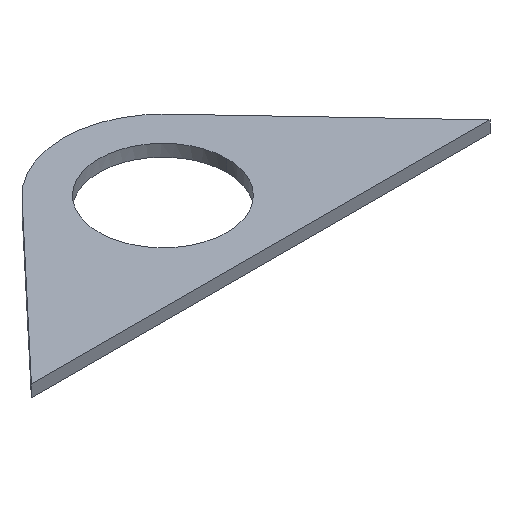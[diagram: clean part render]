
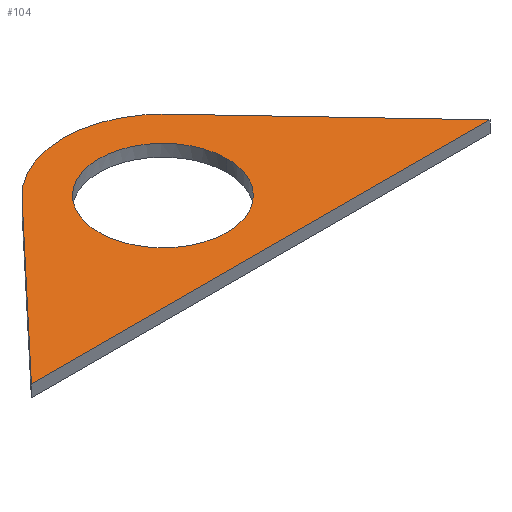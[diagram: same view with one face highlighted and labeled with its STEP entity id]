
A CAD part, isometric view. The second image highlights one B-rep face of the part: STEP entity #104.
In plain terms, the highlighted free-form (B-spline) face has degree [1, 1] with [2, 2] control points.
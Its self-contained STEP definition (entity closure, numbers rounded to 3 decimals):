
#3 = EDGE_CURVE ( 'NONE', #188, #156, #127, .T. ) ;
#7 = B_SPLINE_CURVE_WITH_KNOTS ( 'NONE', 1,
 ( #181, #325 ),
 .UNSPECIFIED., .F., .F.,
 ( 2, 2 ),
 ( 0., 1. ),
 .UNSPECIFIED. ) ;
#8 =( BOUNDED_CURVE ( )  B_SPLINE_CURVE ( 3, ( #18, #203, #62, #174 ),
 .UNSPECIFIED., .F., .T. ) 
 B_SPLINE_CURVE_WITH_KNOTS ( ( 4, 4 ),
 ( -1.63, 0. ),
 .UNSPECIFIED. ) 
 CURVE ( )  GEOMETRIC_REPRESENTATION_ITEM ( )  RATIONAL_B_SPLINE_CURVE ( ( 1., 0.79, 0.79, 1. ) ) 
 REPRESENTATION_ITEM ( '' )  );
#14 = VERTEX_POINT ( 'NONE', #321 ) ;
#16 = VERTEX_POINT ( 'NONE', #85 ) ;
#18 = CARTESIAN_POINT ( 'NONE',  ( -126304.145, -81063.412, 0. ) ) ;
#19 = EDGE_LOOP ( 'NONE', ( #113, #261 ) ) ;
#21 = CARTESIAN_POINT ( 'NONE',  ( -126297.025, -81151.271, 0. ) ) ;
#29 = CARTESIAN_POINT ( 'NONE',  ( -126433.907, -81200.954, 0. ) ) ;
#34 = CARTESIAN_POINT ( 'NONE',  ( -126051.627, -81202.439, 0. ) ) ;
#60 = ORIENTED_EDGE ( 'NONE', *, *, #312, .F. ) ;
#62 = CARTESIAN_POINT ( 'NONE',  ( -126218.506, -81026.505, 0. ) ) ;
#67 = EDGE_CURVE ( 'NONE', #156, #188, #167, .T. ) ;
#85 = CARTESIAN_POINT ( 'NONE',  ( -126183.704, -81063.495, 0. ) ) ;
#94 = EDGE_CURVE ( 'NONE', #276, #14, #213, .T. ) ;
#104 = ADVANCED_FACE ( 'NONE', ( #200, #125 ), #211, .F. ) ;
#109 = ORIENTED_EDGE ( 'NONE', *, *, #94, .F. ) ;
#111 = CARTESIAN_POINT ( 'NONE',  ( -126433.907, -81200.954, 0. ) ) ;
#113 = ORIENTED_EDGE ( 'NONE', *, *, #67, .F. ) ;
#125 = FACE_OUTER_BOUND ( 'NONE', #240, .T. ) ;
#127 =( BOUNDED_CURVE ( )  B_SPLINE_CURVE ( 3, ( #299, #21, #359, #165, #168, #275, #227 ),
 .UNSPECIFIED., .F., .T. ) 
 B_SPLINE_CURVE_WITH_KNOTS ( ( 4, 3, 4 ),
 ( -3.142, -1.571, 0. ),
 .UNSPECIFIED. ) 
 CURVE ( )  GEOMETRIC_REPRESENTATION_ITEM ( )  RATIONAL_B_SPLINE_CURVE ( ( 1., 0.805, 0.805, 1., 0.805, 0.805, 1. ) ) 
 REPRESENTATION_ITEM ( '' )  );
#134 = VERTEX_POINT ( 'NONE', #205 ) ;
#151 = EDGE_CURVE ( 'NONE', #14, #16, #8, .T. ) ;
#156 = VERTEX_POINT ( 'NONE', #166 ) ;
#165 = CARTESIAN_POINT ( 'NONE',  ( -126243.964, -81173.25, 0. ) ) ;
#166 = CARTESIAN_POINT ( 'NONE',  ( -126190.903, -81120.189, 0. ) ) ;
#167 =( BOUNDED_CURVE ( )  B_SPLINE_CURVE ( 3, ( #357, #202, #346, #318 ),
 .UNSPECIFIED., .F., .T. ) 
 B_SPLINE_CURVE_WITH_KNOTS ( ( 4, 4 ),
 ( -3.142, 0. ),
 .UNSPECIFIED. ) 
 CURVE ( )  GEOMETRIC_REPRESENTATION_ITEM ( )  RATIONAL_B_SPLINE_CURVE ( ( 1., 0.333, 0.333, 1. ) ) 
 REPRESENTATION_ITEM ( '' )  );
#168 = CARTESIAN_POINT ( 'NONE',  ( -126212.881, -81173.25, 0. ) ) ;
#174 = CARTESIAN_POINT ( 'NONE',  ( -126183.704, -81063.495, 0. ) ) ;
#181 = CARTESIAN_POINT ( 'NONE',  ( -126183.704, -81063.495, 0. ) ) ;
#182 = CARTESIAN_POINT ( 'NONE',  ( -126436.187, -81036.468, 0. ) ) ;
#188 = VERTEX_POINT ( 'NONE', #189 ) ;
#189 = CARTESIAN_POINT ( 'NONE',  ( -126297.025, -81120.189, 0. ) ) ;
#200 = FACE_BOUND ( 'NONE', #19, .T. ) ;
#202 = CARTESIAN_POINT ( 'NONE',  ( -126190.903, -81014.067, 0. ) ) ;
#203 = CARTESIAN_POINT ( 'NONE',  ( -126269.293, -81026.47, 0. ) ) ;
#204 = ORIENTED_EDGE ( 'NONE', *, *, #151, .F. ) ;
#205 = CARTESIAN_POINT ( 'NONE',  ( -126053.907, -81201.455, 0. ) ) ;
#211 = B_SPLINE_SURFACE_WITH_KNOTS ( 'NONE', 1, 1, ( 
 ( #182, #327 ),
 ( #265, #34 ) ),
 .UNSPECIFIED., .F., .F., .F.,
 ( 2, 2 ),
 ( 2, 2 ),
 ( 0., 1. ),
 ( 0., 1. ),
 .UNSPECIFIED. ) ;
#213 = B_SPLINE_CURVE_WITH_KNOTS ( 'NONE', 1,
 ( #111, #277 ),
 .UNSPECIFIED., .F., .F.,
 ( 2, 2 ),
 ( 0., 1. ),
 .UNSPECIFIED. ) ;
#227 = CARTESIAN_POINT ( 'NONE',  ( -126190.903, -81120.189, 0. ) ) ;
#228 = CARTESIAN_POINT ( 'NONE',  ( -126053.907, -81201.455, 0. ) ) ;
#237 = EDGE_CURVE ( 'NONE', #134, #276, #337, .T. ) ;
#240 = EDGE_LOOP ( 'NONE', ( #109, #257, #60, #204 ) ) ;
#257 = ORIENTED_EDGE ( 'NONE', *, *, #237, .F. ) ;
#261 = ORIENTED_EDGE ( 'NONE', *, *, #3, .F. ) ;
#265 = CARTESIAN_POINT ( 'NONE',  ( -126051.627, -81036.468, 0. ) ) ;
#275 = CARTESIAN_POINT ( 'NONE',  ( -126190.903, -81151.271, 0. ) ) ;
#276 = VERTEX_POINT ( 'NONE', #279 ) ;
#277 = CARTESIAN_POINT ( 'NONE',  ( -126304.145, -81063.412, 0. ) ) ;
#279 = CARTESIAN_POINT ( 'NONE',  ( -126433.907, -81200.954, 0. ) ) ;
#299 = CARTESIAN_POINT ( 'NONE',  ( -126297.025, -81120.189, 0. ) ) ;
#312 = EDGE_CURVE ( 'NONE', #16, #134, #7, .T. ) ;
#318 = CARTESIAN_POINT ( 'NONE',  ( -126297.025, -81120.189, 0. ) ) ;
#321 = CARTESIAN_POINT ( 'NONE',  ( -126304.145, -81063.412, 0. ) ) ;
#325 = CARTESIAN_POINT ( 'NONE',  ( -126053.907, -81201.455, 0. ) ) ;
#327 = CARTESIAN_POINT ( 'NONE',  ( -126436.187, -81202.439, 0. ) ) ;
#337 = B_SPLINE_CURVE_WITH_KNOTS ( 'NONE', 1,
 ( #228, #29 ),
 .UNSPECIFIED., .F., .F.,
 ( 2, 2 ),
 ( 0., 1. ),
 .UNSPECIFIED. ) ;
#346 = CARTESIAN_POINT ( 'NONE',  ( -126297.025, -81014.067, 0. ) ) ;
#357 = CARTESIAN_POINT ( 'NONE',  ( -126190.903, -81120.189, 0. ) ) ;
#359 = CARTESIAN_POINT ( 'NONE',  ( -126275.046, -81173.25, 0. ) ) ;
